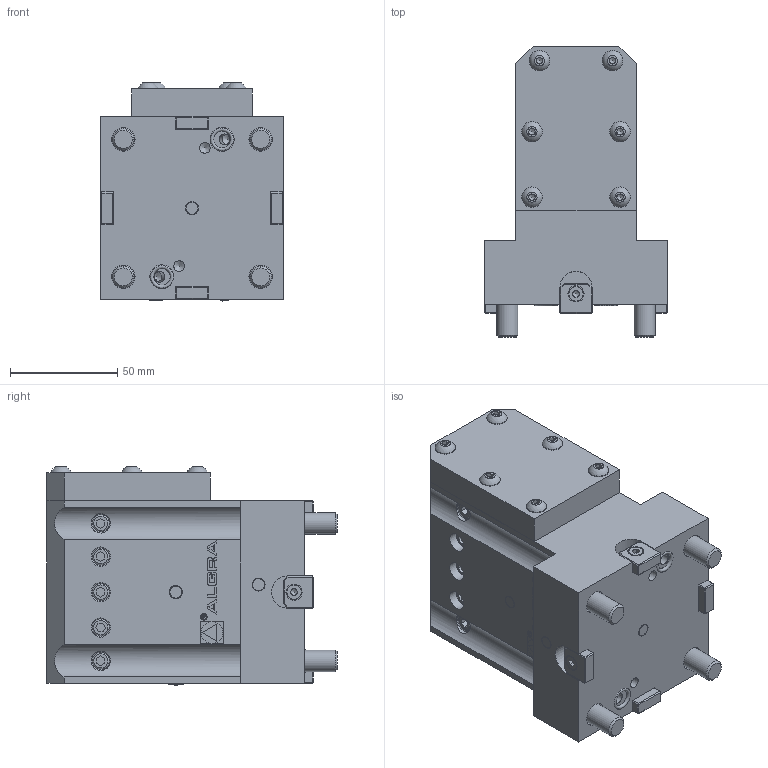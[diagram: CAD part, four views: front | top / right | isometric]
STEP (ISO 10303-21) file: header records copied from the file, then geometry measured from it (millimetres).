
FILE_DESCRIPTION (( 'STEP AP214' ), '1' );
FILE_NAME ('E10BN25T55X95.STEP', '2022-01-19T08:41:08', ( '' ), ( '' ), 'SwSTEP 2.0', 'SolidWorks 2016', '' );
FILE_SCHEMA (( 'AUTOMOTIVE_DESIGN' ));
Length unit declared in the file: millimetre
Products named in the file (16): E10BN25T55X95; B55-01-0033_Finito; 06020I_Vite M4 X 6_06020I_Vite M4 X 6; 0602PU_Vite M5 X 20_0602PU_Vite M5 X 20; 060236_Vite M10 X 30_060236_Vite M10 X 30; B55-03-0005_Finito; 050J0H_O-Ring 1,78x7,66_050J0H_O-Ring 1,78x7,66; 06095U_Vite(STCEIEC)M8x12_06095U_Vite(STCEIEC)M8x12; 06090Z_Grano (M5x10)_06090Z_Grano (M5x10); Logo Algra_R_NEW_Logo Algra - x1; 050JM2_O-Ring 1.5x9.5_050JM2_O-Ring 1.5x9.5; 0602UB_Vite(TSPCEI)M6x8_0602UB_Vite(TSPCEI)M6x8; 06095V_Vite(STCEIEC)M8x14_06095V_Vite(STCEIEC)M8x14; Z3-12-M6_Finito; MT401-13_Finito; 050P2L_Tappo espansione 6x9.3_050P2L_Tappo espansione 6x9.3
Assembly tree (50 placements, depth 2):
  E10BN25T55X95
    B55-01-0033_Finito
    B55-03-0005_Finito
    0602PU_Vite M5 X 20_0602PU_Vite M5 X 20  x6
    06090Z_Grano (M5x10)_06090Z_Grano (M5x10)  x6
    050P2L_Tappo espansione 6x9.3_050P2L_Tappo espansione 6x9.3  x5
    MT401-13_Finito  x4
    06020I_Vite M4 X 6_06020I_Vite M4 X 6  x4
    060236_Vite M10 X 30_060236_Vite M10 X 30  x4
    050J0H_O-Ring 1,78x7,66_050J0H_O-Ring 1,78x7,66  x2
    06095V_Vite(STCEIEC)M8x14_06095V_Vite(STCEIEC)M8x14  x6
    06095U_Vite(STCEIEC)M8x12_06095U_Vite(STCEIEC)M8x12  x4
    050JM2_O-Ring 1.5x9.5_050JM2_O-Ring 1.5x9.5  x2
    Z3-12-M6_Finito  x2
    0602UB_Vite(TSPCEI)M6x8_0602UB_Vite(TSPCEI)M6x8  x2
    Logo Algra_R_NEW_Logo Algra - x1
Bounding box: 85 x 135 x 101.51 mm (x, y, z)
Volume: 609806.9 mm3; surface area: 116044 mm2
Topology: 58 solids, 58 shells, 1037 faces, 2339 edges, 1453 vertices
Faces by surface type: plane 639, cylinder 208, cone 147, torus 28, sphere 8, bspline 7
Full cylindrical faces by diameter (mm): 2.5 x1, 3 x1, 3.3 x4, 4 x4, 4.2 x12, 4.5 x4, 5 x39, 5.5 x16, 6 x21, 6.8 x10, 7 x4, 7.5 x4, 8 x10, 9 x11, 9.3 x4, 9.5 x6, 10 x4, 10.132 x1, 11 x4, 11.57 x2, 12 x4, 16 x4, 17 x4, 25 x1
Entity records: 16512 total; most frequent: CARTESIAN_POINT 4133, DIRECTION 2299, ORIENTED_EDGE 1892, EDGE_CURVE 946, AXIS2_PLACEMENT_3D 870, EDGE_LOOP 797, VERTEX_POINT 699, FACE_OUTER_BOUND 625
